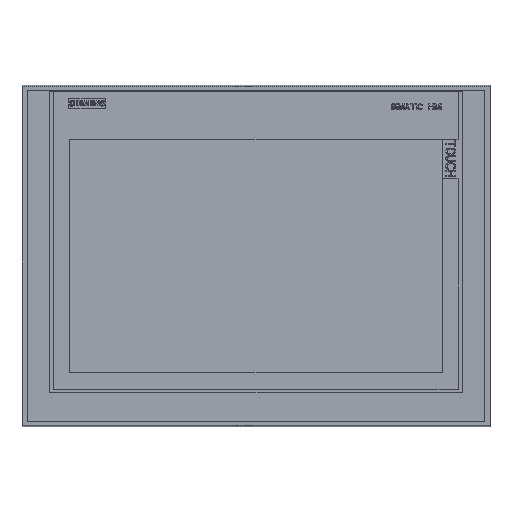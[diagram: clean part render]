
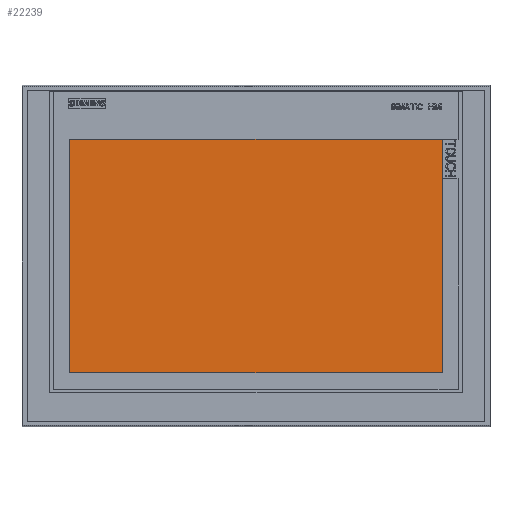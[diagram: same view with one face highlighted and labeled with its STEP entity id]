
A CAD part, top view. The second image highlights one B-rep face of the part: STEP entity #22239.
In plain terms, the highlighted planar face has unit normal (0, 0, 1).
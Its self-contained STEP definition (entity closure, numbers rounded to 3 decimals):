
#4539=FACE_OUTER_BOUND('',#26192,.T.);
#7159=PLANE('',#57171);
#10564=LINE('',#77293,#16631);
#10568=LINE('',#77302,#16635);
#10570=LINE('',#77306,#16637);
#10571=LINE('',#77308,#16638);
#16631=VECTOR('',#63120,1.);
#16635=VECTOR('',#63130,1.);
#16637=VECTOR('',#63134,1.);
#16638=VECTOR('',#63137,1.);
#22239=ADVANCED_FACE('',(#4539),#7159,.T.);
#26192=EDGE_LOOP('',(#32567,#32568,#32569,#32570));
#32567=ORIENTED_EDGE('',*,*,#50102,.T.);
#32568=ORIENTED_EDGE('',*,*,#50104,.T.);
#32569=ORIENTED_EDGE('',*,*,#50098,.T.);
#32570=ORIENTED_EDGE('',*,*,#50105,.T.);
#44576=VERTEX_POINT('',#77292);
#44577=VERTEX_POINT('',#77294);
#44578=VERTEX_POINT('',#77301);
#44579=VERTEX_POINT('',#77303);
#50098=EDGE_CURVE('',#44577,#44576,#10564,.T.);
#50102=EDGE_CURVE('',#44579,#44578,#10568,.T.);
#50104=EDGE_CURVE('',#44578,#44577,#10570,.T.);
#50105=EDGE_CURVE('',#44576,#44579,#10571,.T.);
#57171=AXIS2_PLACEMENT_3D('',#77310,#63140,#63141);
#63120=DIRECTION('',(0.,1.,0.));
#63130=DIRECTION('',(0.,-1.,0.));
#63134=DIRECTION('',(1.,0.,0.));
#63137=DIRECTION('',(-1.,0.,0.));
#63140=DIRECTION('',(0.,0.,1.));
#63141=DIRECTION('',(0.,-1.,0.));
#77292=CARTESIAN_POINT('',(131.25,82.3,-1.085));
#77293=CARTESIAN_POINT('',(131.25,-82.3,-1.085));
#77294=CARTESIAN_POINT('',(131.25,-82.3,-1.085));
#77301=CARTESIAN_POINT('',(-131.25,-82.3,-1.085));
#77302=CARTESIAN_POINT('',(-131.25,82.3,-1.085));
#77303=CARTESIAN_POINT('',(-131.25,82.3,-1.085));
#77306=CARTESIAN_POINT('',(-131.25,-82.3,-1.085));
#77308=CARTESIAN_POINT('',(131.25,82.3,-1.085));
#77310=CARTESIAN_POINT('',(-131.25,-82.3,-1.085));
